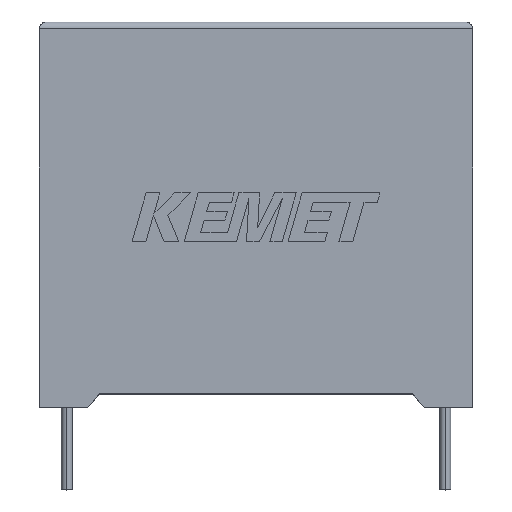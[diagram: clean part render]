
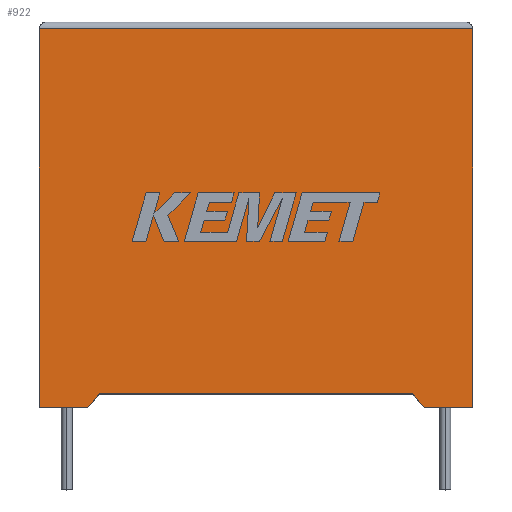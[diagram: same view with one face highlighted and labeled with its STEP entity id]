
A CAD part, top view. The second image highlights one B-rep face of the part: STEP entity #922.
In plain terms, the highlighted planar face has unit normal (0, 0, 1).
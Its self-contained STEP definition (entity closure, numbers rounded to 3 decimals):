
#35 = EDGE_CURVE ( 'NONE', #2410, #327, #3005, .T. ) ;
#166 = CARTESIAN_POINT ( 'NONE',  ( 0., 0., 17.5 ) ) ;
#171 = CARTESIAN_POINT ( 'NONE',  ( 0., 0., 17.5 ) ) ;
#222 = CARTESIAN_POINT ( 'NONE',  ( 0., 27.5, 17.5 ) ) ;
#224 = CARTESIAN_POINT ( 'NONE',  ( 4.375, 0.965, 17.5 ) ) ;
#233 = CARTESIAN_POINT ( 'NONE',  ( 0., 0., 17.5 ) ) ;
#255 = CARTESIAN_POINT ( 'NONE',  ( 31.5, 0., 17.5 ) ) ;
#257 = EDGE_CURVE ( 'NONE', #487, #2889, #3035, .T. ) ;
#285 = LINE ( 'NONE', #2878, #1062 ) ;
#286 = FACE_OUTER_BOUND ( 'NONE', #521, .T. ) ;
#327 = VERTEX_POINT ( 'NONE', #2929 ) ;
#342 = DIRECTION ( 'NONE',  ( 0., -1., 0. ) ) ;
#343 = CARTESIAN_POINT ( 'NONE',  ( 3.5, 0., 17.5 ) ) ;
#345 = ORIENTED_EDGE ( 'NONE', *, *, #1938, .F. ) ;
#451 = DIRECTION ( 'NONE',  ( -1., 0., 0. ) ) ;
#487 = VERTEX_POINT ( 'NONE', #1815 ) ;
#521 = EDGE_LOOP ( 'NONE', ( #2991, #2185, #1700, #2692, #703, #345, #2770, #2652 ) ) ;
#551 = AXIS2_PLACEMENT_3D ( 'NONE', #2419, #2192, #2210 ) ;
#703 = ORIENTED_EDGE ( 'NONE', *, *, #35, .F. ) ;
#715 = VERTEX_POINT ( 'NONE', #2200 ) ;
#746 = DIRECTION ( 'NONE',  ( 0., 1., 0. ) ) ;
#922 = ADVANCED_FACE ( 'NONE', ( #286 ), #1469, .F. ) ;
#941 = LINE ( 'NONE', #222, #1200 ) ;
#956 = VECTOR ( 'NONE', #2734, 1000. ) ;
#979 = EDGE_CURVE ( 'NONE', #2889, #715, #2449, .T. ) ;
#1062 = VECTOR ( 'NONE', #2207, 1000. ) ;
#1088 = CARTESIAN_POINT ( 'NONE',  ( 0., 0., 17.5 ) ) ;
#1135 = EDGE_CURVE ( 'NONE', #2102, #1844, #1620, .T. ) ;
#1200 = VECTOR ( 'NONE', #451, 1000. ) ;
#1469 = PLANE ( 'NONE',  #551 ) ;
#1593 = EDGE_CURVE ( 'NONE', #715, #2102, #941, .T. ) ;
#1620 = LINE ( 'NONE', #1088, #2947 ) ;
#1627 = DIRECTION ( 'NONE',  ( -1., 0., 0. ) ) ;
#1652 = LINE ( 'NONE', #2350, #2864 ) ;
#1700 = ORIENTED_EDGE ( 'NONE', *, *, #1135, .T. ) ;
#1759 = CARTESIAN_POINT ( 'NONE',  ( 0., 27.5, 17.5 ) ) ;
#1815 = CARTESIAN_POINT ( 'NONE',  ( 28., 0., 17.5 ) ) ;
#1844 = VERTEX_POINT ( 'NONE', #166 ) ;
#1896 = DIRECTION ( 'NONE',  ( 1., 0., 0. ) ) ;
#1938 = EDGE_CURVE ( 'NONE', #2411, #2410, #1652, .T. ) ;
#2057 = VECTOR ( 'NONE', #2134, 1000. ) ;
#2080 = VECTOR ( 'NONE', #1896, 1000. ) ;
#2102 = VERTEX_POINT ( 'NONE', #1759 ) ;
#2123 = CARTESIAN_POINT ( 'NONE',  ( 27.125, 0.965, 17.5 ) ) ;
#2134 = DIRECTION ( 'NONE',  ( 1., 0., 0. ) ) ;
#2185 = ORIENTED_EDGE ( 'NONE', *, *, #1593, .T. ) ;
#2192 = DIRECTION ( 'NONE',  ( 0., 0., -1. ) ) ;
#2200 = CARTESIAN_POINT ( 'NONE',  ( 31.5, 27.5, 17.5 ) ) ;
#2207 = DIRECTION ( 'NONE',  ( 0.671, -0.741, 0. ) ) ;
#2210 = DIRECTION ( 'NONE',  ( -1., 0., 0. ) ) ;
#2266 = LINE ( 'NONE', #171, #2080 ) ;
#2350 = CARTESIAN_POINT ( 'NONE',  ( 15.75, 0.965, 17.5 ) ) ;
#2410 = VERTEX_POINT ( 'NONE', #224 ) ;
#2411 = VERTEX_POINT ( 'NONE', #2123 ) ;
#2419 = CARTESIAN_POINT ( 'NONE',  ( 0., 0., 17.5 ) ) ;
#2449 = LINE ( 'NONE', #255, #2853 ) ;
#2584 = EDGE_CURVE ( 'NONE', #2411, #487, #285, .T. ) ;
#2652 = ORIENTED_EDGE ( 'NONE', *, *, #257, .T. ) ;
#2692 = ORIENTED_EDGE ( 'NONE', *, *, #2788, .T. ) ;
#2734 = DIRECTION ( 'NONE',  ( -0.671, -0.741, 0. ) ) ;
#2770 = ORIENTED_EDGE ( 'NONE', *, *, #2584, .T. ) ;
#2788 = EDGE_CURVE ( 'NONE', #1844, #327, #2266, .T. ) ;
#2853 = VECTOR ( 'NONE', #746, 1000. ) ;
#2864 = VECTOR ( 'NONE', #1627, 1000. ) ;
#2878 = CARTESIAN_POINT ( 'NONE',  ( 28., 0., 17.5 ) ) ;
#2889 = VERTEX_POINT ( 'NONE', #3023 ) ;
#2929 = CARTESIAN_POINT ( 'NONE',  ( 3.5, 0., 17.5 ) ) ;
#2947 = VECTOR ( 'NONE', #342, 1000. ) ;
#2991 = ORIENTED_EDGE ( 'NONE', *, *, #979, .T. ) ;
#3005 = LINE ( 'NONE', #343, #956 ) ;
#3023 = CARTESIAN_POINT ( 'NONE',  ( 31.5, 0., 17.5 ) ) ;
#3035 = LINE ( 'NONE', #233, #2057 ) ;
